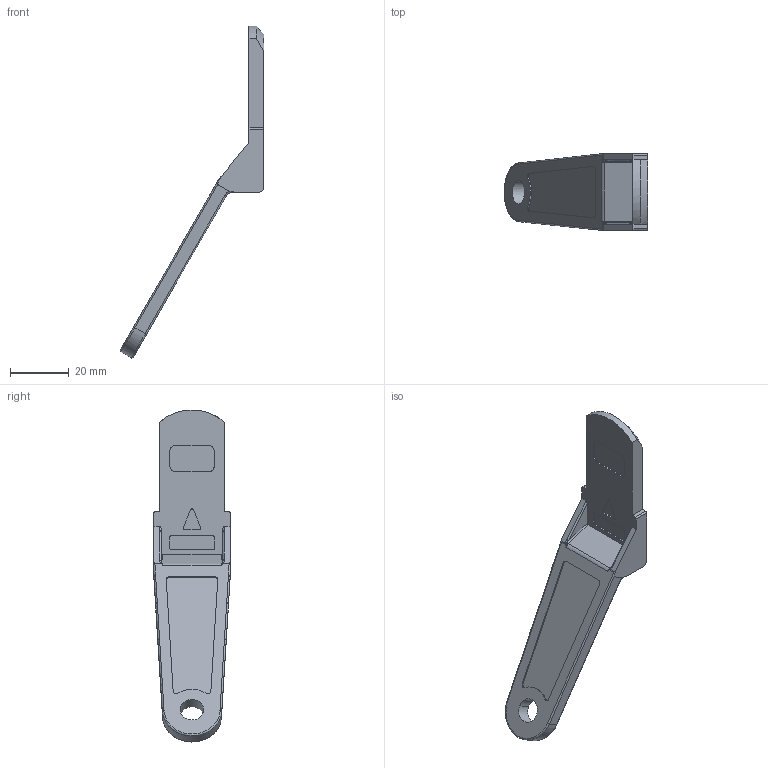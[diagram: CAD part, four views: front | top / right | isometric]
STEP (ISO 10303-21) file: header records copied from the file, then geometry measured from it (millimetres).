
FILE_DESCRIPTION((''),'2;1');
FILE_NAME('','2005-10-07T14:28:32',(''),(''),'','CADfix','');
FILE_SCHEMA(('AUTOMOTIVE_DESIGN'));
Length unit declared in the file: millimetre
Products named in the file (1): key_handle
Bounding box: 48.64 x 26 x 112.57 mm (x, y, z)
Volume: 14517.8 mm3; surface area: 7563.4 mm2
Topology: 1 solids, 1 shells, 97 faces, 258 edges, 166 vertices
Faces by surface type: bspline 97
Entity records: 3379 total; most frequent: CARTESIAN_POINT 1917, ORIENTED_EDGE 512, EDGE_CURVE 256, VERTEX_POINT 166, QUASI_UNIFORM_CURVE 143, EDGE_LOOP 104, FACE_OUTER_BOUND 97, ADVANCED_FACE 97
